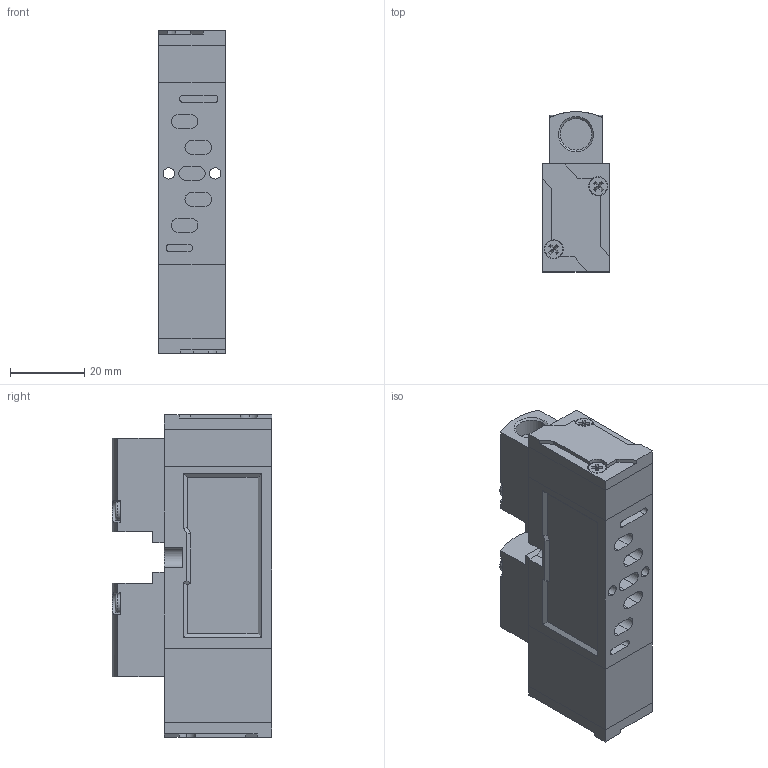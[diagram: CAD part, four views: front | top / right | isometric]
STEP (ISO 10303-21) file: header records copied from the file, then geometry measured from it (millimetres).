
FILE_DESCRIPTION (( 'STEP AP214' ), '1' );
FILE_NAME ('SIP233.STEP', '2019-09-05T07:42:25', ( 'yrd2' ), ( 'Hewlett-Packard Company' ), 'SwSTEP 2.0', 'SolidWorks 2008', '' );
FILE_SCHEMA (( 'AUTOMOTIVE_DESIGN' ));
Length unit declared in the file: millimetre
Products named in the file (6): SIP200 Body; SIP200 SEMI_ル遽; SIP200 Block Semi_ル遽; SIP200 SEMI COVER_ル遽; SIP200 Pilot_ル遽; SIP233
Assembly tree (7 placements, depth 2):
  SIP233
    SIP200 Body
    SIP200 SEMI COVER_ル遽  x2
    SIP200 Block Semi_ル遽
    SIP200 Pilot_ル遽  x2
    SIP200 SEMI_ル遽
Bounding box: 18 x 43.03 x 87 mm (x, y, z)
Volume: 50628.2 mm3; surface area: 19918.8 mm2
Topology: 7 solids, 7 shells, 323 faces, 803 edges, 522 vertices
Faces by surface type: plane 245, cylinder 66, torus 8, cone 4
Entity records: 6458 total; most frequent: CARTESIAN_POINT 1145, DIRECTION 1073, ORIENTED_EDGE 1040, EDGE_CURVE 520, LINE 405, VECTOR 405, VERTEX_POINT 340, AXIS2_PLACEMENT_3D 334
